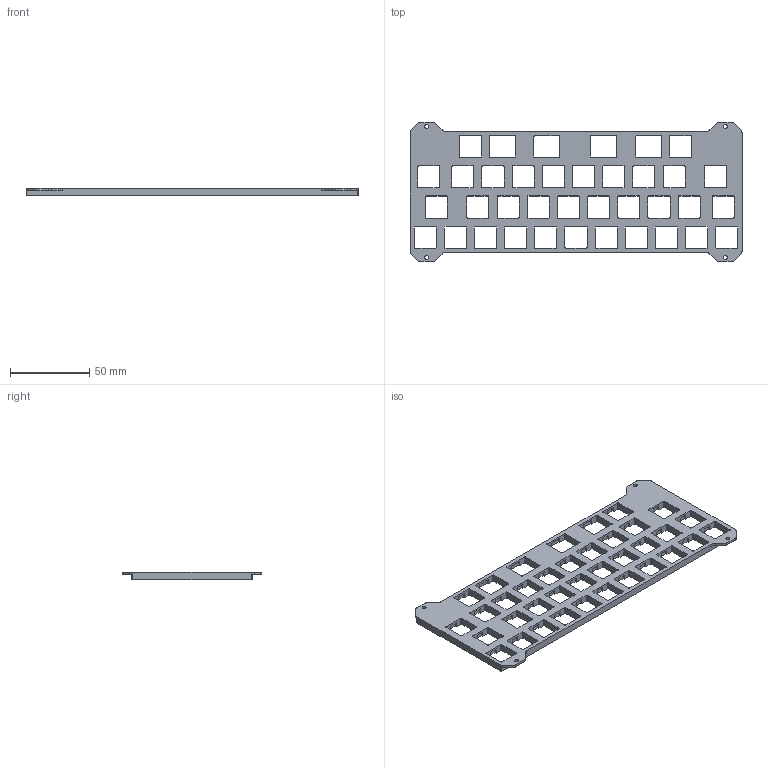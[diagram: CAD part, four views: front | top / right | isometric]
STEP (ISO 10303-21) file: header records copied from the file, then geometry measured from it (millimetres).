
FILE_DESCRIPTION(/* description */ ('','CAx-IF Rec.Pracs.---Representation and Presentation of Product Manufacturing Information (PMI)---4.0---2014-10-13'),/* implementation_level */ '2;1');
FILE_NAME(/* name */ 'Hubr''ault Plate (HHKB).step',/* time_stamp */ '2025-02-05T14:12:05-08:00',/* author */ (''),/* organization */ (''),/* preprocessor_version */ 'ST-DEVELOPER v20',/* originating_system */ 'Autodesk Translation Framework v13.20.0.188',/* authorisation */ '');
FILE_SCHEMA (('AP242_MANAGED_MODEL_BASED_3D_ENGINEERING_MIM_LF { 1 0 10303 442 1 1 4 }'));
Length unit declared in the file: millimetre
Products named in the file (1): FusionComponent
Bounding box: 209.55 x 88.2 x 4.75 mm (x, y, z)
Volume: 40069.4 mm3; surface area: 30938.5 mm2
Topology: 1 solids, 1 shells, 635 faces, 1899 edges, 1266 vertices
Faces by surface type: plane 466, cylinder 169
Full cylindrical faces by diameter (mm): 2.5 x4
Entity records: 21459 total; most frequent: CARTESIAN_POINT 3801, ORIENTED_EDGE 3798, DIRECTION 3513, EDGE_CURVE 1899, LINE 1557, VECTOR 1557, VERTEX_POINT 1266, AXIS2_PLACEMENT_3D 978
